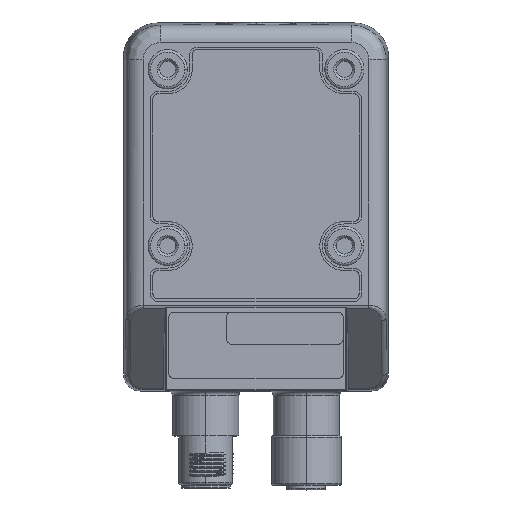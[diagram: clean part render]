
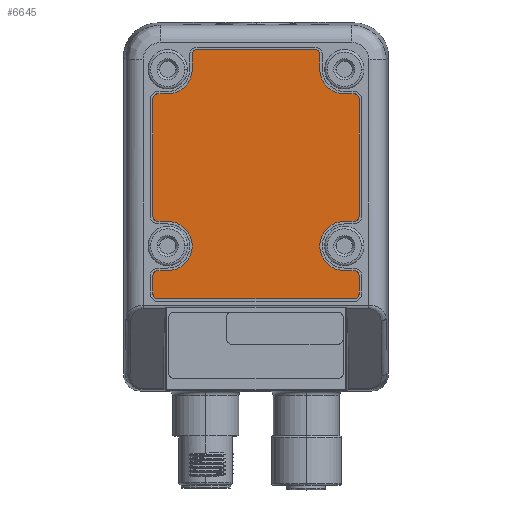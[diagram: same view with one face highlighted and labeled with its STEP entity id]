
A CAD part, top view. The second image highlights one B-rep face of the part: STEP entity #6645.
In plain terms, the highlighted planar face has unit normal (0, 0, 1).
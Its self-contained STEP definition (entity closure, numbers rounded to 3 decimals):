
#1684=CARTESIAN_POINT('',(-20.,-2.,32.7));
#1685=DIRECTION('',(0.,0.,1.));
#1686=DIRECTION('',(-1.,0.,0.));
#1687=AXIS2_PLACEMENT_3D('',#1684,#1685,#1686);
#1689=DIRECTION('',(0.,-1.,0.));
#1690=VECTOR('',#1689,24.);
#1691=CARTESIAN_POINT('',(-21.,22.,32.7));
#1692=LINE('',#1691,#1690);
#1693=CARTESIAN_POINT('',(-20.,22.,32.7));
#1694=DIRECTION('',(0.,0.,1.));
#1695=DIRECTION('',(0.,1.,0.));
#1696=AXIS2_PLACEMENT_3D('',#1693,#1694,#1695);
#1698=DIRECTION('',(-1.,0.,0.));
#1699=VECTOR('',#1698,2.);
#1700=CARTESIAN_POINT('',(-18.,23.,32.7));
#1701=LINE('',#1700,#1699);
#1702=CARTESIAN_POINT('',(-18.,28.,32.7));
#1703=DIRECTION('',(0.,0.,-1.));
#1704=DIRECTION('',(1.,0.,0.));
#1705=AXIS2_PLACEMENT_3D('',#1702,#1703,#1704);
#1707=DIRECTION('',(0.,-1.,0.));
#1708=VECTOR('',#1707,3.);
#1709=CARTESIAN_POINT('',(-13.,31.,32.7));
#1710=LINE('',#1709,#1708);
#1711=CARTESIAN_POINT('',(-12.,31.,32.7));
#1712=DIRECTION('',(0.,0.,1.));
#1713=DIRECTION('',(0.,1.,0.));
#1714=AXIS2_PLACEMENT_3D('',#1711,#1712,#1713);
#1716=DIRECTION('',(-1.,0.,0.));
#1717=VECTOR('',#1716,24.);
#1718=CARTESIAN_POINT('',(12.,32.,32.7));
#1719=LINE('',#1718,#1717);
#1720=CARTESIAN_POINT('',(12.,31.,32.7));
#1721=DIRECTION('',(0.,0.,1.));
#1722=DIRECTION('',(1.,0.,0.));
#1723=AXIS2_PLACEMENT_3D('',#1720,#1721,#1722);
#1725=DIRECTION('',(0.,1.,0.));
#1726=VECTOR('',#1725,3.);
#1727=CARTESIAN_POINT('',(13.,28.,32.7));
#1728=LINE('',#1727,#1726);
#1729=CARTESIAN_POINT('',(18.,28.,32.7));
#1730=DIRECTION('',(0.,0.,-1.));
#1731=DIRECTION('',(0.,-1.,0.));
#1732=AXIS2_PLACEMENT_3D('',#1729,#1730,#1731);
#1734=DIRECTION('',(-1.,0.,0.));
#1735=VECTOR('',#1734,2.);
#1736=CARTESIAN_POINT('',(20.,23.,32.7));
#1737=LINE('',#1736,#1735);
#1738=CARTESIAN_POINT('',(20.,22.,32.7));
#1739=DIRECTION('',(0.,0.,1.));
#1740=DIRECTION('',(1.,0.,0.));
#1741=AXIS2_PLACEMENT_3D('',#1738,#1739,#1740);
#1743=DIRECTION('',(0.,1.,0.));
#1744=VECTOR('',#1743,24.);
#1745=CARTESIAN_POINT('',(21.,-2.,32.7));
#1746=LINE('',#1745,#1744);
#1747=CARTESIAN_POINT('',(20.,-2.,32.7));
#1748=DIRECTION('',(0.,0.,1.));
#1749=DIRECTION('',(0.,-1.,0.));
#1750=AXIS2_PLACEMENT_3D('',#1747,#1748,#1749);
#1752=DIRECTION('',(1.,0.,0.));
#1753=VECTOR('',#1752,2.);
#1754=CARTESIAN_POINT('',(18.,-3.,32.7));
#1755=LINE('',#1754,#1753);
#1756=CARTESIAN_POINT('',(18.,-8.,32.7));
#1757=DIRECTION('',(0.,0.,-1.));
#1758=DIRECTION('',(0.,-1.,0.));
#1759=AXIS2_PLACEMENT_3D('',#1756,#1757,#1758);
#1761=DIRECTION('',(-1.,0.,0.));
#1762=VECTOR('',#1761,2.);
#1763=CARTESIAN_POINT('',(20.,-13.,32.7));
#1764=LINE('',#1763,#1762);
#1765=CARTESIAN_POINT('',(20.,-14.,32.7));
#1766=DIRECTION('',(0.,0.,1.));
#1767=DIRECTION('',(1.,0.,0.));
#1768=AXIS2_PLACEMENT_3D('',#1765,#1766,#1767);
#1770=DIRECTION('',(0.,1.,0.));
#1771=VECTOR('',#1770,3.8);
#1772=CARTESIAN_POINT('',(21.,-17.8,32.7));
#1773=LINE('',#1772,#1771);
#1774=CARTESIAN_POINT('',(20.,-17.8,32.7));
#1775=DIRECTION('',(0.,0.,1.));
#1776=DIRECTION('',(0.,-1.,0.));
#1777=AXIS2_PLACEMENT_3D('',#1774,#1775,#1776);
#1779=DIRECTION('',(1.,0.,0.));
#1780=VECTOR('',#1779,40.);
#1781=CARTESIAN_POINT('',(-20.,-18.8,32.7));
#1782=LINE('',#1781,#1780);
#1783=CARTESIAN_POINT('',(-20.,-17.8,32.7));
#1784=DIRECTION('',(0.,0.,1.));
#1785=DIRECTION('',(-1.,0.,0.));
#1786=AXIS2_PLACEMENT_3D('',#1783,#1784,#1785);
#1788=DIRECTION('',(0.,-1.,0.));
#1789=VECTOR('',#1788,3.8);
#1790=CARTESIAN_POINT('',(-21.,-14.,32.7));
#1791=LINE('',#1790,#1789);
#1792=CARTESIAN_POINT('',(-20.,-14.,32.7));
#1793=DIRECTION('',(0.,0.,1.));
#1794=DIRECTION('',(0.,1.,0.));
#1795=AXIS2_PLACEMENT_3D('',#1792,#1793,#1794);
#1797=DIRECTION('',(-1.,0.,0.));
#1798=VECTOR('',#1797,2.);
#1799=CARTESIAN_POINT('',(-18.,-13.,32.7));
#1800=LINE('',#1799,#1798);
#1801=CARTESIAN_POINT('',(-18.,-8.,32.7));
#1802=DIRECTION('',(0.,0.,-1.));
#1803=DIRECTION('',(0.,1.,0.));
#1804=AXIS2_PLACEMENT_3D('',#1801,#1802,#1803);
#1806=DIRECTION('',(1.,0.,0.));
#1807=VECTOR('',#1806,2.);
#1808=CARTESIAN_POINT('',(-20.,-3.,32.7));
#1809=LINE('',#1808,#1807);
#3797=CARTESIAN_POINT('',(-21.,-2.,32.7));
#3798=CARTESIAN_POINT('',(-20.,-3.,32.7));
#3799=VERTEX_POINT('',#3797);
#3800=VERTEX_POINT('',#3798);
#3801=CARTESIAN_POINT('',(-18.,-3.,32.7));
#3802=VERTEX_POINT('',#3801);
#3803=CARTESIAN_POINT('',(-18.,-13.,32.7));
#3804=VERTEX_POINT('',#3803);
#3805=CARTESIAN_POINT('',(-20.,-13.,32.7));
#3806=VERTEX_POINT('',#3805);
#3807=CARTESIAN_POINT('',(-21.,-14.,32.7));
#3808=VERTEX_POINT('',#3807);
#3809=CARTESIAN_POINT('',(-21.,-17.8,32.7));
#3810=VERTEX_POINT('',#3809);
#3811=CARTESIAN_POINT('',(-20.,-18.8,32.7));
#3812=VERTEX_POINT('',#3811);
#3813=CARTESIAN_POINT('',(20.,-18.8,32.7));
#3814=VERTEX_POINT('',#3813);
#3815=CARTESIAN_POINT('',(21.,-17.8,32.7));
#3816=VERTEX_POINT('',#3815);
#3817=CARTESIAN_POINT('',(21.,-14.,32.7));
#3818=VERTEX_POINT('',#3817);
#3819=CARTESIAN_POINT('',(20.,-13.,32.7));
#3820=VERTEX_POINT('',#3819);
#3821=CARTESIAN_POINT('',(18.,-13.,32.7));
#3822=VERTEX_POINT('',#3821);
#3823=CARTESIAN_POINT('',(18.,-3.,32.7));
#3824=VERTEX_POINT('',#3823);
#3825=CARTESIAN_POINT('',(20.,-3.,32.7));
#3826=VERTEX_POINT('',#3825);
#3827=CARTESIAN_POINT('',(21.,-2.,32.7));
#3828=VERTEX_POINT('',#3827);
#3829=CARTESIAN_POINT('',(21.,22.,32.7));
#3830=VERTEX_POINT('',#3829);
#3831=CARTESIAN_POINT('',(20.,23.,32.7));
#3832=VERTEX_POINT('',#3831);
#3833=CARTESIAN_POINT('',(18.,23.,32.7));
#3834=VERTEX_POINT('',#3833);
#3835=CARTESIAN_POINT('',(13.,28.,32.7));
#3836=VERTEX_POINT('',#3835);
#3837=CARTESIAN_POINT('',(13.,31.,32.7));
#3838=VERTEX_POINT('',#3837);
#3839=CARTESIAN_POINT('',(12.,32.,32.7));
#3840=VERTEX_POINT('',#3839);
#3841=CARTESIAN_POINT('',(-12.,32.,32.7));
#3842=VERTEX_POINT('',#3841);
#3843=CARTESIAN_POINT('',(-13.,31.,32.7));
#3844=VERTEX_POINT('',#3843);
#3845=CARTESIAN_POINT('',(-13.,28.,32.7));
#3846=VERTEX_POINT('',#3845);
#3847=CARTESIAN_POINT('',(-18.,23.,32.7));
#3848=VERTEX_POINT('',#3847);
#3849=CARTESIAN_POINT('',(-20.,23.,32.7));
#3850=VERTEX_POINT('',#3849);
#3851=CARTESIAN_POINT('',(-21.,22.,32.7));
#3852=VERTEX_POINT('',#3851);
#6610=CARTESIAN_POINT('',(0.,0.,32.7));
#6611=DIRECTION('',(0.,0.,1.));
#6612=DIRECTION('',(1.,0.,0.));
#6613=AXIS2_PLACEMENT_3D('',#6610,#6611,#6612);
#6614=PLANE('',#6613);
#6615=ORIENTED_EDGE('',*,*,#6226,.F.);
#6616=ORIENTED_EDGE('',*,*,#6241,.F.);
#6617=ORIENTED_EDGE('',*,*,#6255,.F.);
#6618=ORIENTED_EDGE('',*,*,#6269,.F.);
#6619=ORIENTED_EDGE('',*,*,#6283,.F.);
#6620=ORIENTED_EDGE('',*,*,#6297,.F.);
#6621=ORIENTED_EDGE('',*,*,#6311,.F.);
#6622=ORIENTED_EDGE('',*,*,#6325,.F.);
#6623=ORIENTED_EDGE('',*,*,#6339,.F.);
#6624=ORIENTED_EDGE('',*,*,#6353,.F.);
#6625=ORIENTED_EDGE('',*,*,#6367,.F.);
#6626=ORIENTED_EDGE('',*,*,#6381,.F.);
#6627=ORIENTED_EDGE('',*,*,#6395,.F.);
#6628=ORIENTED_EDGE('',*,*,#6409,.F.);
#6629=ORIENTED_EDGE('',*,*,#6423,.F.);
#6630=ORIENTED_EDGE('',*,*,#6437,.F.);
#6631=ORIENTED_EDGE('',*,*,#6451,.F.);
#6632=ORIENTED_EDGE('',*,*,#6465,.F.);
#6633=ORIENTED_EDGE('',*,*,#6479,.F.);
#6634=ORIENTED_EDGE('',*,*,#6493,.F.);
#6635=ORIENTED_EDGE('',*,*,#6507,.F.);
#6636=ORIENTED_EDGE('',*,*,#6521,.F.);
#6637=ORIENTED_EDGE('',*,*,#6535,.F.);
#6638=ORIENTED_EDGE('',*,*,#6549,.F.);
#6639=ORIENTED_EDGE('',*,*,#6563,.F.);
#6640=ORIENTED_EDGE('',*,*,#6577,.F.);
#6641=ORIENTED_EDGE('',*,*,#6591,.F.);
#6642=ORIENTED_EDGE('',*,*,#6604,.F.);
#6643=EDGE_LOOP('',(#6615,#6616,#6617,#6618,#6619,#6620,#6621,#6622,#6623,#6624,
#6625,#6626,#6627,#6628,#6629,#6630,#6631,#6632,#6633,#6634,#6635,#6636,#6637,
#6638,#6639,#6640,#6641,#6642));
#6644=FACE_OUTER_BOUND('',#6643,.F.);
#6645=ADVANCED_FACE('',(#6644),#6614,.T.);
#1688=CIRCLE('',#1687,1.);
#1697=CIRCLE('',#1696,1.);
#1706=CIRCLE('',#1705,5.);
#1715=CIRCLE('',#1714,1.);
#1724=CIRCLE('',#1723,1.);
#1733=CIRCLE('',#1732,5.);
#1742=CIRCLE('',#1741,1.);
#1751=CIRCLE('',#1750,1.);
#1760=CIRCLE('',#1759,5.);
#1769=CIRCLE('',#1768,1.);
#1778=CIRCLE('',#1777,1.);
#1787=CIRCLE('',#1786,1.);
#1796=CIRCLE('',#1795,1.);
#1805=CIRCLE('',#1804,5.);
#6226=EDGE_CURVE('',#3799,#3800,#1688,.T.);
#6241=EDGE_CURVE('',#3852,#3799,#1692,.T.);
#6255=EDGE_CURVE('',#3850,#3852,#1697,.T.);
#6269=EDGE_CURVE('',#3848,#3850,#1701,.T.);
#6283=EDGE_CURVE('',#3846,#3848,#1706,.T.);
#6297=EDGE_CURVE('',#3844,#3846,#1710,.T.);
#6311=EDGE_CURVE('',#3842,#3844,#1715,.T.);
#6325=EDGE_CURVE('',#3840,#3842,#1719,.T.);
#6339=EDGE_CURVE('',#3838,#3840,#1724,.T.);
#6353=EDGE_CURVE('',#3836,#3838,#1728,.T.);
#6367=EDGE_CURVE('',#3834,#3836,#1733,.T.);
#6381=EDGE_CURVE('',#3832,#3834,#1737,.T.);
#6395=EDGE_CURVE('',#3830,#3832,#1742,.T.);
#6409=EDGE_CURVE('',#3828,#3830,#1746,.T.);
#6423=EDGE_CURVE('',#3826,#3828,#1751,.T.);
#6437=EDGE_CURVE('',#3824,#3826,#1755,.T.);
#6451=EDGE_CURVE('',#3822,#3824,#1760,.T.);
#6465=EDGE_CURVE('',#3820,#3822,#1764,.T.);
#6479=EDGE_CURVE('',#3818,#3820,#1769,.T.);
#6493=EDGE_CURVE('',#3816,#3818,#1773,.T.);
#6507=EDGE_CURVE('',#3814,#3816,#1778,.T.);
#6521=EDGE_CURVE('',#3812,#3814,#1782,.T.);
#6535=EDGE_CURVE('',#3810,#3812,#1787,.T.);
#6549=EDGE_CURVE('',#3808,#3810,#1791,.T.);
#6563=EDGE_CURVE('',#3806,#3808,#1796,.T.);
#6577=EDGE_CURVE('',#3804,#3806,#1800,.T.);
#6591=EDGE_CURVE('',#3802,#3804,#1805,.T.);
#6604=EDGE_CURVE('',#3800,#3802,#1809,.T.);
